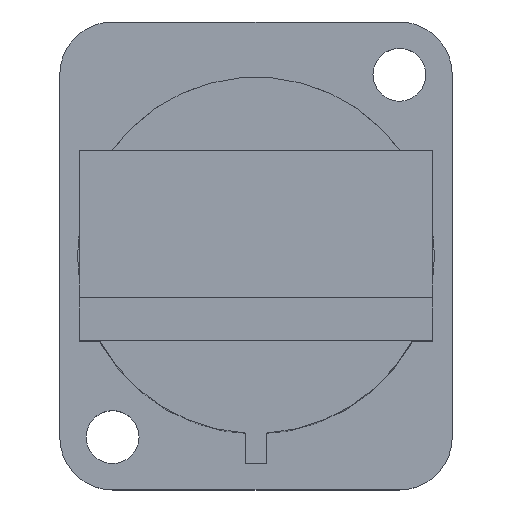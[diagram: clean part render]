
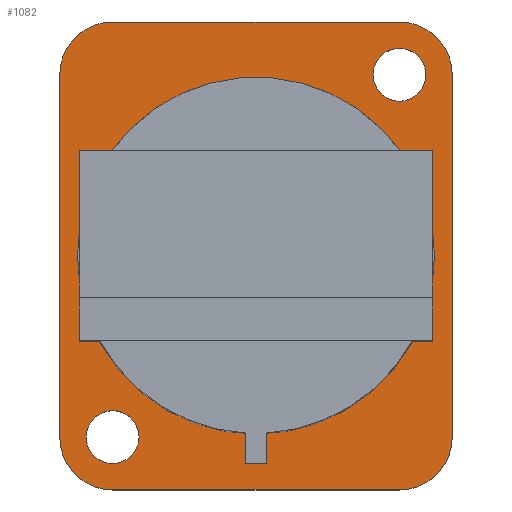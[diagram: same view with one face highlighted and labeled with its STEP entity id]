
A CAD part, top view. The second image highlights one B-rep face of the part: STEP entity #1082.
In plain terms, the highlighted planar face has unit normal (0, 0, 1).
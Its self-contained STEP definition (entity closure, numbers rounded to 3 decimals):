
#99=CARTESIAN_POINT('',(9.5,12.,2.1));
#100=DIRECTION('',(0.,0.,-1.));
#101=DIRECTION('',(1.,0.,0.));
#102=AXIS2_PLACEMENT_3D('',#99,#100,#101);
#104=CARTESIAN_POINT('',(9.5,12.,2.1));
#105=DIRECTION('',(0.,0.,-1.));
#106=DIRECTION('',(-1.,0.,0.));
#107=AXIS2_PLACEMENT_3D('',#104,#105,#106);
#109=CARTESIAN_POINT('',(-9.5,-12.,2.1));
#110=DIRECTION('',(0.,0.,-1.));
#111=DIRECTION('',(1.,0.,0.));
#112=AXIS2_PLACEMENT_3D('',#109,#110,#111);
#114=CARTESIAN_POINT('',(-9.5,-12.,2.1));
#115=DIRECTION('',(0.,0.,-1.));
#116=DIRECTION('',(-1.,0.,0.));
#117=AXIS2_PLACEMENT_3D('',#114,#115,#116);
#119=CARTESIAN_POINT('',(-9.5,12.,2.1));
#120=DIRECTION('',(0.,0.,1.));
#121=DIRECTION('',(0.,1.,0.));
#122=AXIS2_PLACEMENT_3D('',#119,#120,#121);
#124=DIRECTION('',(-1.,0.,0.));
#125=VECTOR('',#124,19.);
#126=CARTESIAN_POINT('',(9.5,15.5,2.1));
#127=LINE('',#126,#125);
#128=CARTESIAN_POINT('',(9.5,12.,2.1));
#129=DIRECTION('',(0.,0.,1.));
#130=DIRECTION('',(1.,0.,0.));
#131=AXIS2_PLACEMENT_3D('',#128,#129,#130);
#133=DIRECTION('',(0.,1.,0.));
#134=VECTOR('',#133,24.);
#135=CARTESIAN_POINT('',(13.,-12.,2.1));
#136=LINE('',#135,#134);
#137=CARTESIAN_POINT('',(9.5,-12.,2.1));
#138=DIRECTION('',(0.,0.,1.));
#139=DIRECTION('',(0.,-1.,0.));
#140=AXIS2_PLACEMENT_3D('',#137,#138,#139);
#142=DIRECTION('',(1.,0.,0.));
#143=VECTOR('',#142,19.);
#144=CARTESIAN_POINT('',(-9.5,-15.5,2.1));
#145=LINE('',#144,#143);
#146=CARTESIAN_POINT('',(-9.5,-12.,2.1));
#147=DIRECTION('',(0.,0.,1.));
#148=DIRECTION('',(-1.,0.,0.));
#149=AXIS2_PLACEMENT_3D('',#146,#147,#148);
#151=DIRECTION('',(0.,-1.,0.));
#152=VECTOR('',#151,24.);
#153=CARTESIAN_POINT('',(-13.,12.,2.1));
#154=LINE('',#153,#152);
#155=CARTESIAN_POINT('',(0.,0.,2.1));
#156=DIRECTION('',(0.,0.,-1.));
#157=DIRECTION('',(-1.,0.,0.));
#158=AXIS2_PLACEMENT_3D('',#155,#156,#157);
#160=CARTESIAN_POINT('',(0.,0.,2.1));
#161=DIRECTION('',(0.,0.,-1.));
#162=DIRECTION('',(1.,0.,0.));
#163=AXIS2_PLACEMENT_3D('',#160,#161,#162);
#703=CARTESIAN_POINT('',(-9.5,15.5,2.1));
#704=CARTESIAN_POINT('',(-13.,12.,2.1));
#705=VERTEX_POINT('',#703);
#706=VERTEX_POINT('',#704);
#707=CARTESIAN_POINT('',(-13.,-12.,2.1));
#708=VERTEX_POINT('',#707);
#709=CARTESIAN_POINT('',(-9.5,-15.5,2.1));
#710=VERTEX_POINT('',#709);
#711=CARTESIAN_POINT('',(9.5,-15.5,2.1));
#712=VERTEX_POINT('',#711);
#713=CARTESIAN_POINT('',(13.,-12.,2.1));
#714=VERTEX_POINT('',#713);
#715=CARTESIAN_POINT('',(13.,12.,2.1));
#716=VERTEX_POINT('',#715);
#717=CARTESIAN_POINT('',(9.5,15.5,2.1));
#718=VERTEX_POINT('',#717);
#727=CARTESIAN_POINT('',(-11.8,0.,2.1));
#728=CARTESIAN_POINT('',(11.8,0.,2.1));
#729=VERTEX_POINT('',#727);
#730=VERTEX_POINT('',#728);
#775=CARTESIAN_POINT('',(11.25,12.,2.1));
#776=CARTESIAN_POINT('',(7.75,12.,2.1));
#777=VERTEX_POINT('',#775);
#778=VERTEX_POINT('',#776);
#779=CARTESIAN_POINT('',(-7.75,-12.,2.1));
#780=CARTESIAN_POINT('',(-11.25,-12.,2.1));
#781=VERTEX_POINT('',#779);
#782=VERTEX_POINT('',#780);
#1049=CARTESIAN_POINT('',(0.,0.,2.1));
#1050=DIRECTION('',(0.,0.,1.));
#1051=DIRECTION('',(1.,0.,0.));
#1052=AXIS2_PLACEMENT_3D('',#1049,#1050,#1051);
#1053=PLANE('',#1052);
#1054=ORIENTED_EDGE('',*,*,#945,.F.);
#1055=ORIENTED_EDGE('',*,*,#960,.F.);
#1056=ORIENTED_EDGE('',*,*,#974,.F.);
#1057=ORIENTED_EDGE('',*,*,#988,.F.);
#1058=ORIENTED_EDGE('',*,*,#1002,.F.);
#1059=ORIENTED_EDGE('',*,*,#1016,.F.);
#1060=ORIENTED_EDGE('',*,*,#1030,.F.);
#1061=ORIENTED_EDGE('',*,*,#1043,.F.);
#1062=EDGE_LOOP('',(#1054,#1055,#1056,#1057,#1058,#1059,#1060,#1061));
#1063=FACE_OUTER_BOUND('',#1062,.F.);
#1065=ORIENTED_EDGE('',*,*,#1064,.F.);
#1067=ORIENTED_EDGE('',*,*,#1066,.F.);
#1068=EDGE_LOOP('',(#1065,#1067));
#1069=FACE_BOUND('',#1068,.F.);
#1071=ORIENTED_EDGE('',*,*,#1070,.F.);
#1073=ORIENTED_EDGE('',*,*,#1072,.F.);
#1074=EDGE_LOOP('',(#1071,#1073));
#1075=FACE_BOUND('',#1074,.F.);
#1077=ORIENTED_EDGE('',*,*,#1076,.F.);
#1079=ORIENTED_EDGE('',*,*,#1078,.F.);
#1080=EDGE_LOOP('',(#1077,#1079));
#1081=FACE_BOUND('',#1080,.F.);
#1082=ADVANCED_FACE('',(#1063,#1069,#1075,#1081),#1053,.T.);
#103=CIRCLE('',#102,1.75);
#108=CIRCLE('',#107,1.75);
#113=CIRCLE('',#112,1.75);
#118=CIRCLE('',#117,1.75);
#123=CIRCLE('',#122,3.5);
#132=CIRCLE('',#131,3.5);
#141=CIRCLE('',#140,3.5);
#150=CIRCLE('',#149,3.5);
#159=CIRCLE('',#158,11.8);
#164=CIRCLE('',#163,11.8);
#945=EDGE_CURVE('',#705,#706,#123,.T.);
#960=EDGE_CURVE('',#718,#705,#127,.T.);
#974=EDGE_CURVE('',#716,#718,#132,.T.);
#988=EDGE_CURVE('',#714,#716,#136,.T.);
#1002=EDGE_CURVE('',#712,#714,#141,.T.);
#1016=EDGE_CURVE('',#710,#712,#145,.T.);
#1030=EDGE_CURVE('',#708,#710,#150,.T.);
#1043=EDGE_CURVE('',#706,#708,#154,.T.);
#1064=EDGE_CURVE('',#777,#778,#103,.T.);
#1066=EDGE_CURVE('',#778,#777,#108,.T.);
#1070=EDGE_CURVE('',#781,#782,#113,.T.);
#1072=EDGE_CURVE('',#782,#781,#118,.T.);
#1076=EDGE_CURVE('',#729,#730,#159,.T.);
#1078=EDGE_CURVE('',#730,#729,#164,.T.);
